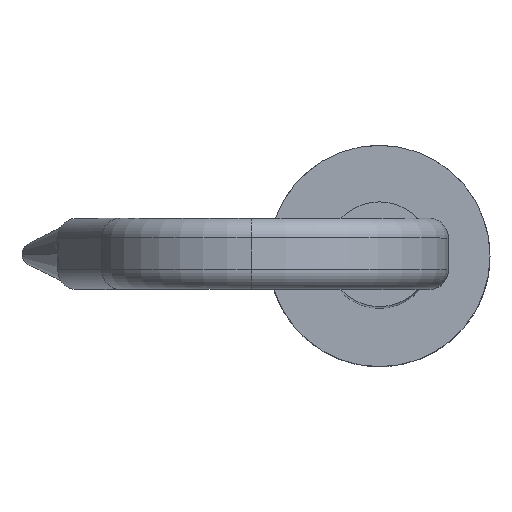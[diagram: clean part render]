
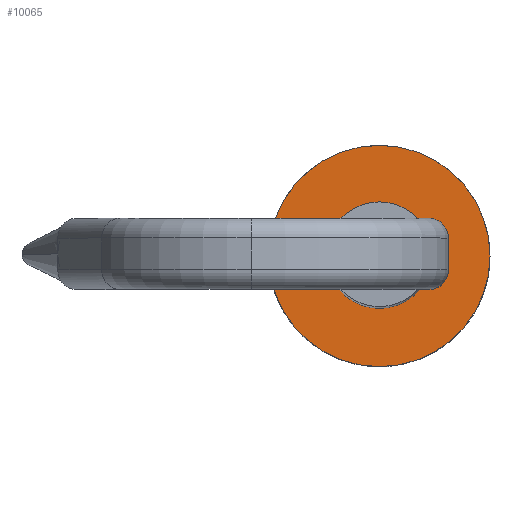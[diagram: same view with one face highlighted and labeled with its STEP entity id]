
A CAD part, top view. The second image highlights one B-rep face of the part: STEP entity #10065.
In plain terms, the highlighted face is planar.
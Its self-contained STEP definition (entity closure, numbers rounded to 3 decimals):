
#9114=CARTESIAN_POINT('',(0.,0.,0.));
#9115=DIRECTION('',(0.,1.,0.));
#9116=DIRECTION('',(-1.,0.,0.));
#9117=AXIS2_PLACEMENT_3D('',#9114,#9115,#9116);
#9119=CARTESIAN_POINT('',(0.,0.,0.));
#9120=DIRECTION('',(0.,1.,0.));
#9121=DIRECTION('',(1.,0.,0.));
#9122=AXIS2_PLACEMENT_3D('',#9119,#9120,#9121);
#10030=CARTESIAN_POINT('',(-28.,0.,0.));
#10031=CARTESIAN_POINT('',(28.,0.,0.));
#10032=VERTEX_POINT('',#10030);
#10033=VERTEX_POINT('',#10031);
#10054=CARTESIAN_POINT('',(0.,0.,0.));
#10055=DIRECTION('',(0.,-1.,0.));
#10056=DIRECTION('',(-1.,0.,0.));
#10057=AXIS2_PLACEMENT_3D('',#10054,#10055,#10056);
#10058=PLANE('',#10057);
#10060=ORIENTED_EDGE('',*,*,#10059,.T.);
#10062=ORIENTED_EDGE('',*,*,#10061,.T.);
#10063=EDGE_LOOP('',(#10060,#10062));
#10064=FACE_OUTER_BOUND('',#10063,.F.);
#10065=ADVANCED_FACE('',(#10064),#10058,.T.);
#9118=CIRCLE('',#9117,28.);
#9123=CIRCLE('',#9122,28.);
#10059=EDGE_CURVE('',#10032,#10033,#9118,.T.);
#10061=EDGE_CURVE('',#10033,#10032,#9123,.T.);
